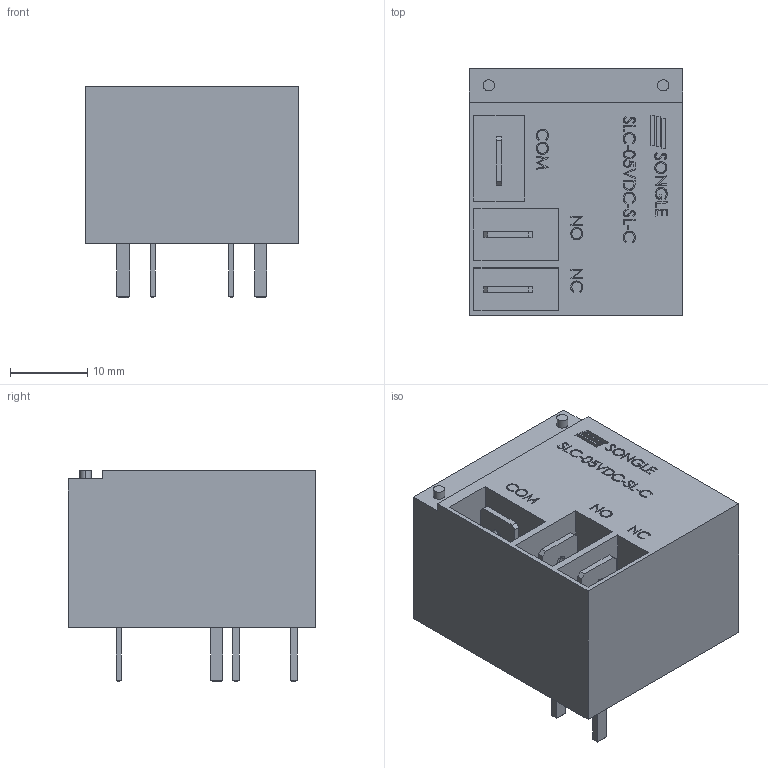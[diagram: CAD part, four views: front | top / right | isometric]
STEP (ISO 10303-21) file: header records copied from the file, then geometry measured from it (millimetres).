
FILE_DESCRIPTION (( 'STEP AP214' ), '1' );
FILE_NAME ('SLC-05VDC-SL-C.STEP', '2023-08-03T07:15:20', ( '' ), ( '' ), 'SwSTEP 2.0', 'SolidWorks 2021', '' );
FILE_SCHEMA (( 'AUTOMOTIVE_DESIGN' ));
Length unit declared in the file: millimetre
Products named in the file (1): SLC-05VDC-SL-C
Bounding box: 27.6 x 32 x 27.4 mm (x, y, z)
Volume: 16054.1 mm3; surface area: 5858.4 mm2
Topology: 1 solids, 1 shells, 419 faces, 1087 edges, 718 vertices
Faces by surface type: plane 262, bspline 147, cylinder 10
Entity records: 25580 total; most frequent: CARTESIAN_POINT 12076, ORIENTED_EDGE 2174, DIRECTION 1359, EDGE_CURVE 1087, VECTOR 773, LINE 773, VERTEX_POINT 718, EDGE_LOOP 473
